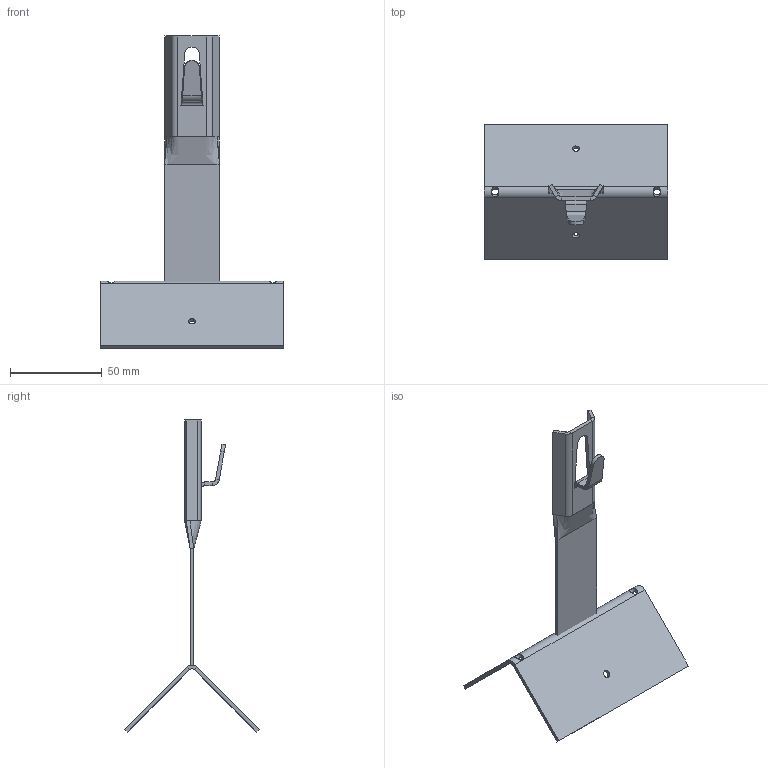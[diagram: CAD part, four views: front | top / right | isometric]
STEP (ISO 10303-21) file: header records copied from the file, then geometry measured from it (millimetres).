
FILE_DESCRIPTION(/* description */ (''),/* implementation_level */ '2;1');
FILE_NAME(/* name */ 'BKDZ H100-D5-8.stp',/* time_stamp */ '2023-05-18T16:57:58+03:00',/* author */ ('man37'),/* organization */ (''),/* preprocessor_version */ 'ST-DEVELOPER v19.2',/* originating_system */ 'Autodesk Inventor 2023',/* authorisation */ '');
FILE_SCHEMA (('AUTOMOTIVE_DESIGN { 1 0 10303 214 3 1 1 }'));
Length unit declared in the file: millimetre
Products named in the file (3): Коньковый держатель 
зажимной с широким 
основанием для 
прутка Ø 5-8мм; Коньковый держатель 
(Основание); KDZ H100
Assembly tree (2 placements, depth 2):
  Коньковый держатель 
зажимной с широким 
основанием для 
прутка Ø 5-8мм
    Коньковый держатель 
(Основание)
    KDZ H100
Bounding box: 100 x 73.42 x 170 mm (x, y, z)
Volume: 28858.6 mm3; surface area: 30866 mm2
Topology: 4 solids, 4 shells, 78 faces, 178 edges, 108 vertices
Faces by surface type: plane 52, cylinder 14, bspline 12
Full cylindrical faces by diameter (mm): 4 x2
Entity records: 3669 total; most frequent: CARTESIAN_POINT 1791, ORIENTED_EDGE 356, DIRECTION 326, EDGE_CURVE 178, LINE 144, VECTOR 144, VERTEX_POINT 108, AXIS2_PLACEMENT_3D 91
